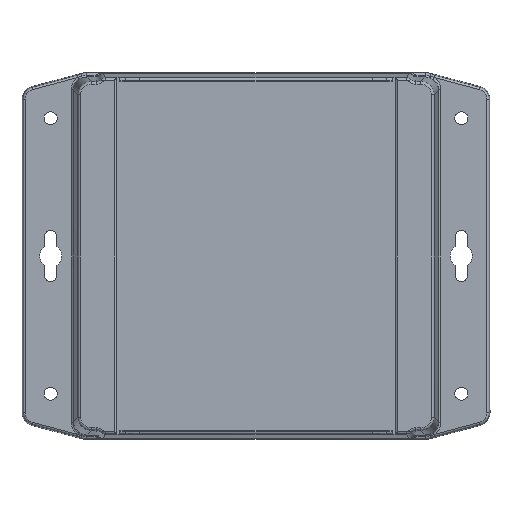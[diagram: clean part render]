
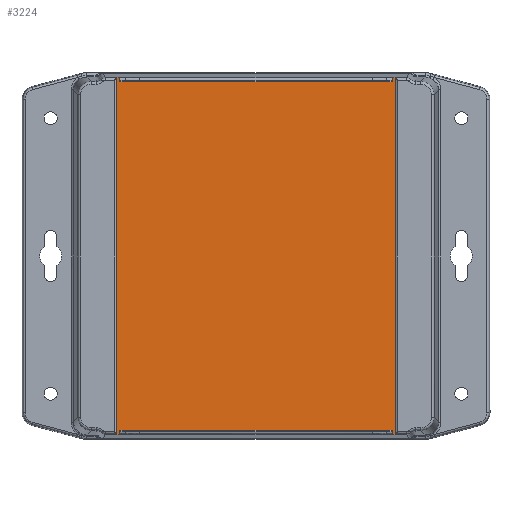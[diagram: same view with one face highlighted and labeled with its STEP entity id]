
A CAD part, front view. The second image highlights one B-rep face of the part: STEP entity #3224.
In plain terms, the highlighted face is planar.
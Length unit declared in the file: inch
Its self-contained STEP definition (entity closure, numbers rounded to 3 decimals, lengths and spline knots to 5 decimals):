
#143 = VERTEX_POINT ( 'NONE', #9486 ) ;
#1345 = CARTESIAN_POINT ( 'NONE',  ( -2.1063, 1.77953, 2.6977 ) ) ;
#2349 = DIRECTION ( 'NONE',  ( 0., 0., 1. ) ) ;
#2495 = VERTEX_POINT ( 'NONE', #19113 ) ;
#2587 = CARTESIAN_POINT ( 'NONE',  ( 2.75591, 1.77953, 2.6977 ) ) ;
#3014 = VECTOR ( 'NONE', #17991, 39.37008 ) ;
#3224 = ADVANCED_FACE ( 'NONE', ( #10872 ), #34712, .F. ) ;
#5295 = EDGE_CURVE ( 'NONE', #36525, #32076, #38048, .T. ) ;
#5699 = DIRECTION ( 'NONE',  ( -1., 0., 0. ) ) ;
#6347 = EDGE_CURVE ( 'NONE', #2495, #46317, #10448, .T. ) ;
#6662 = CARTESIAN_POINT ( 'NONE',  ( 2.75591, 1.77953, 2.6977 ) ) ;
#6751 = VECTOR ( 'NONE', #5699, 39.37008 ) ;
#6840 = VECTOR ( 'NONE', #34773, 39.37008 ) ;
#8593 = CARTESIAN_POINT ( 'NONE',  ( -2.06693, 1.77953, 2.6977 ) ) ;
#8710 = ORIENTED_EDGE ( 'NONE', *, *, #21516, .F. ) ;
#9222 = LINE ( 'NONE', #20874, #6751 ) ;
#9486 = CARTESIAN_POINT ( 'NONE',  ( 2.06693, 1.77953, -2.6977 ) ) ;
#10158 = DIRECTION ( 'NONE',  ( 1., 0., 0. ) ) ;
#10448 = LINE ( 'NONE', #14753, #46524 ) ;
#10723 = EDGE_CURVE ( 'NONE', #22238, #27967, #29194, .T. ) ;
#10872 = FACE_OUTER_BOUND ( 'NONE', #26706, .T. ) ;
#11504 = EDGE_CURVE ( 'NONE', #32076, #33734, #18863, .T. ) ;
#11810 = ORIENTED_EDGE ( 'NONE', *, *, #15957, .F. ) ;
#12191 = DIRECTION ( 'NONE',  ( 1., 0., 0. ) ) ;
#12563 = LINE ( 'NONE', #16625, #48702 ) ;
#12934 = LINE ( 'NONE', #13443, #3014 ) ;
#13421 = ORIENTED_EDGE ( 'NONE', *, *, #6347, .F. ) ;
#13443 = CARTESIAN_POINT ( 'NONE',  ( 2.06693, 1.77953, 0. ) ) ;
#13847 = ORIENTED_EDGE ( 'NONE', *, *, #16478, .F. ) ;
#14126 = CARTESIAN_POINT ( 'NONE',  ( 2.06693, 1.77953, 2.6977 ) ) ;
#14741 = EDGE_CURVE ( 'NONE', #33734, #15497, #20641, .T. ) ;
#14753 = CARTESIAN_POINT ( 'NONE',  ( 2.1063, 1.77953, 0. ) ) ;
#15497 = VERTEX_POINT ( 'NONE', #39319 ) ;
#15806 = DIRECTION ( 'NONE',  ( 0., 0., 1. ) ) ;
#15957 = EDGE_CURVE ( 'NONE', #24885, #26352, #12563, .T. ) ;
#16245 = LINE ( 'NONE', #19798, #44213 ) ;
#16478 = EDGE_CURVE ( 'NONE', #27967, #36525, #32646, .T. ) ;
#16625 = CARTESIAN_POINT ( 'NONE',  ( 2.06693, 1.77953, 0. ) ) ;
#16657 = ORIENTED_EDGE ( 'NONE', *, *, #11504, .F. ) ;
#16867 = DIRECTION ( 'NONE',  ( 1., 0., 0. ) ) ;
#17529 = LINE ( 'NONE', #37044, #40613 ) ;
#17819 = EDGE_CURVE ( 'NONE', #26352, #43483, #9222, .T. ) ;
#17991 = DIRECTION ( 'NONE',  ( 0., 0., -1. ) ) ;
#18863 = LINE ( 'NONE', #42688, #28596 ) ;
#19027 = CARTESIAN_POINT ( 'NONE',  ( -2.06693, 1.77953, -2.6977 ) ) ;
#19113 = CARTESIAN_POINT ( 'NONE',  ( 2.1063, 1.77953, -2.6977 ) ) ;
#19798 = CARTESIAN_POINT ( 'NONE',  ( -2.75591, 1.77953, -2.6977 ) ) ;
#20211 = DIRECTION ( 'NONE',  ( 0., 0., -1. ) ) ;
#20641 = LINE ( 'NONE', #43973, #30507 ) ;
#20874 = CARTESIAN_POINT ( 'NONE',  ( 2.1063, 1.77953, 2.6378 ) ) ;
#21516 = EDGE_CURVE ( 'NONE', #43483, #22238, #17529, .T. ) ;
#22004 = CARTESIAN_POINT ( 'NONE',  ( -2.06693, 1.77953, -2.6378 ) ) ;
#22238 = VERTEX_POINT ( 'NONE', #8593 ) ;
#22807 = CARTESIAN_POINT ( 'NONE',  ( -2.75591, 1.77953, -2.6977 ) ) ;
#23312 = ORIENTED_EDGE ( 'NONE', *, *, #14741, .F. ) ;
#23607 = VECTOR ( 'NONE', #24787, 39.37008 ) ;
#24556 = VECTOR ( 'NONE', #10158, 39.37008 ) ;
#24787 = DIRECTION ( 'NONE',  ( 0., 0., -1. ) ) ;
#24885 = VERTEX_POINT ( 'NONE', #14126 ) ;
#26319 = AXIS2_PLACEMENT_3D ( 'NONE', #46605, #47350, #20211 ) ;
#26352 = VERTEX_POINT ( 'NONE', #48260 ) ;
#26706 = EDGE_LOOP ( 'NONE', ( #44798, #13421, #35652, #31070, #23312, #16657, #37505, #13847, #28258, #8710, #44998, #11810 ) ) ;
#26954 = EDGE_CURVE ( 'NONE', #46317, #24885, #37537, .T. ) ;
#27967 = VERTEX_POINT ( 'NONE', #1345 ) ;
#28258 = ORIENTED_EDGE ( 'NONE', *, *, #10723, .F. ) ;
#28596 = VECTOR ( 'NONE', #15806, 39.37008 ) ;
#29194 = LINE ( 'NONE', #6662, #6840 ) ;
#30230 = DIRECTION ( 'NONE',  ( 0., 0., 1. ) ) ;
#30507 = VECTOR ( 'NONE', #16867, 39.37008 ) ;
#31070 = ORIENTED_EDGE ( 'NONE', *, *, #40359, .F. ) ;
#32076 = VERTEX_POINT ( 'NONE', #19027 ) ;
#32646 = LINE ( 'NONE', #36709, #23607 ) ;
#33472 = DIRECTION ( 'NONE',  ( -1., 0., 0. ) ) ;
#33734 = VERTEX_POINT ( 'NONE', #22004 ) ;
#34712 = PLANE ( 'NONE',  #26319 ) ;
#34773 = DIRECTION ( 'NONE',  ( -1., 0., 0. ) ) ;
#35652 = ORIENTED_EDGE ( 'NONE', *, *, #40286, .F. ) ;
#36525 = VERTEX_POINT ( 'NONE', #48626 ) ;
#36709 = CARTESIAN_POINT ( 'NONE',  ( -2.1063, 1.77953, 0. ) ) ;
#37044 = CARTESIAN_POINT ( 'NONE',  ( -2.06693, 1.77953, 0. ) ) ;
#37505 = ORIENTED_EDGE ( 'NONE', *, *, #5295, .F. ) ;
#37537 = LINE ( 'NONE', #2587, #42611 ) ;
#37996 = CARTESIAN_POINT ( 'NONE',  ( 2.1063, 1.77953, 2.6977 ) ) ;
#38048 = LINE ( 'NONE', #22807, #24556 ) ;
#38770 = CARTESIAN_POINT ( 'NONE',  ( -2.06693, 1.77953, 2.6378 ) ) ;
#39319 = CARTESIAN_POINT ( 'NONE',  ( 2.06693, 1.77953, -2.6378 ) ) ;
#39694 = DIRECTION ( 'NONE',  ( 0., 0., -1. ) ) ;
#40286 = EDGE_CURVE ( 'NONE', #143, #2495, #16245, .T. ) ;
#40359 = EDGE_CURVE ( 'NONE', #15497, #143, #12934, .T. ) ;
#40613 = VECTOR ( 'NONE', #2349, 39.37008 ) ;
#42611 = VECTOR ( 'NONE', #33472, 39.37008 ) ;
#42688 = CARTESIAN_POINT ( 'NONE',  ( -2.06693, 1.77953, 0. ) ) ;
#43483 = VERTEX_POINT ( 'NONE', #38770 ) ;
#43973 = CARTESIAN_POINT ( 'NONE',  ( 2.1063, 1.77953, -2.6378 ) ) ;
#44213 = VECTOR ( 'NONE', #12191, 39.37008 ) ;
#44798 = ORIENTED_EDGE ( 'NONE', *, *, #26954, .F. ) ;
#44998 = ORIENTED_EDGE ( 'NONE', *, *, #17819, .F. ) ;
#46317 = VERTEX_POINT ( 'NONE', #37996 ) ;
#46524 = VECTOR ( 'NONE', #30230, 39.37008 ) ;
#46605 = CARTESIAN_POINT ( 'NONE',  ( 2.1063, 1.77953, 0. ) ) ;
#47350 = DIRECTION ( 'NONE',  ( 0., -1., 0. ) ) ;
#48260 = CARTESIAN_POINT ( 'NONE',  ( 2.06693, 1.77953, 2.6378 ) ) ;
#48626 = CARTESIAN_POINT ( 'NONE',  ( -2.1063, 1.77953, -2.6977 ) ) ;
#48702 = VECTOR ( 'NONE', #39694, 39.37008 ) ;
